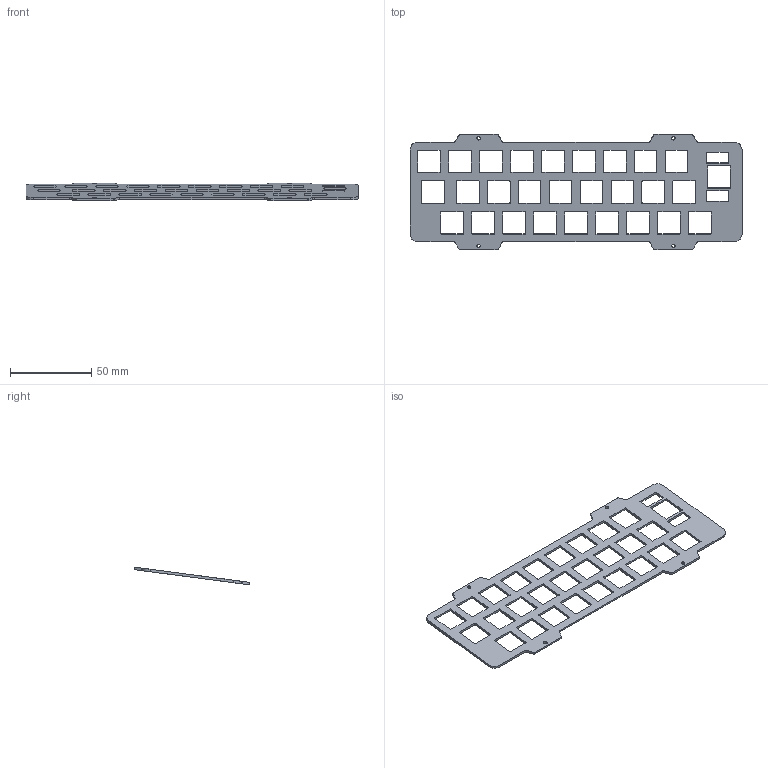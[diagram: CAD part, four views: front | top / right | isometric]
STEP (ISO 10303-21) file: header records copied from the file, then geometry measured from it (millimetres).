
FILE_DESCRIPTION(/* description */ (''),/* implementation_level */ '2;1');
FILE_NAME(/* name */ 'Plate.step',/* time_stamp */ '2022-02-20T20:15:30-08:00',/* author */ (''),/* organization */ (''),/* preprocessor_version */ 'ST-DEVELOPER v18.1',/* originating_system */ 'Autodesk Translation Framework v10.13.0.1454',/* authorisation */ '');
FILE_SCHEMA (('AUTOMOTIVE_DESIGN { 1 0 10303 214 3 1 1 }'));
Length unit declared in the file: millimetre
Products named in the file (1): Plate
Bounding box: 204.53 x 71.27 x 10.84 mm (x, y, z)
Volume: 11147.9 mm3; surface area: 18181 mm2
Topology: 1 solids, 1 shells, 286 faces, 852 edges, 568 vertices
Faces by surface type: plane 142, cylinder 136, bspline 8
Full cylindrical faces by diameter (mm): 2.2 x4
Entity records: 10132 total; most frequent: CARTESIAN_POINT 2083, ORIENTED_EDGE 1704, DIRECTION 1650, EDGE_CURVE 852, VERTEX_POINT 568, AXIS2_PLACEMENT_3D 551, LINE 548, VECTOR 548
